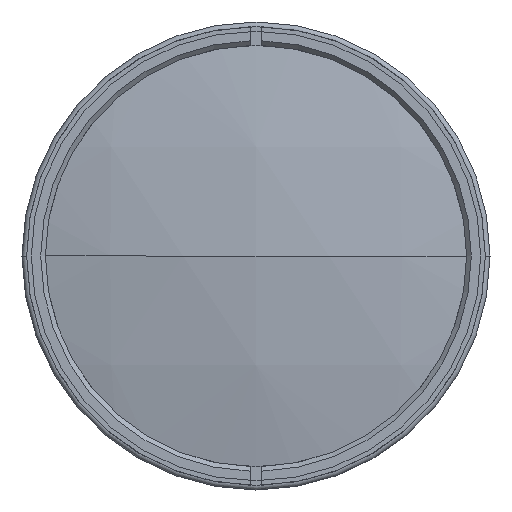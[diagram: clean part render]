
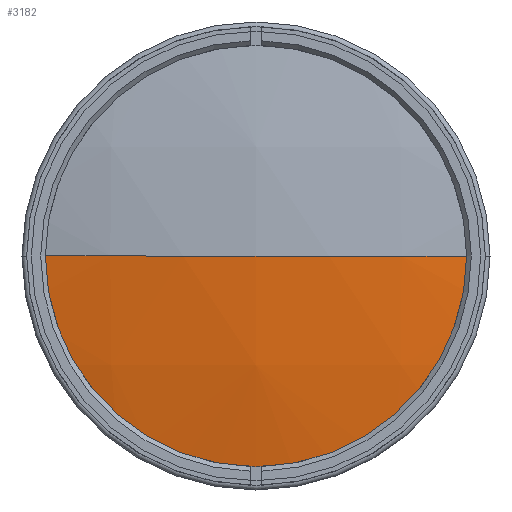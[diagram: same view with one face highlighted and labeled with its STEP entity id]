
A CAD part, left-side view. The second image highlights one B-rep face of the part: STEP entity #3182.
In plain terms, the highlighted spherical face has radius 224 mm.
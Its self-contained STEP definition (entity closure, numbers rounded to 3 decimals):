
#401 = VERTEX_POINT ( 'NONE', #2899 ) ;
#437 = DIRECTION ( 'NONE',  ( 0., 0., -1. ) ) ;
#1072 = CARTESIAN_POINT ( 'NONE',  ( 36.615, 0., 0. ) ) ;
#1158 = FACE_OUTER_BOUND ( 'NONE', #1766, .T. ) ;
#1307 = DIRECTION ( 'NONE',  ( -1., 0., 0. ) ) ;
#1415 = EDGE_CURVE ( 'NONE', #2324, #4584, #3769, .T. ) ;
#1422 = DIRECTION ( 'NONE',  ( 0., 0., 1. ) ) ;
#1497 = DIRECTION ( 'NONE',  ( 0., 1., 0. ) ) ;
#1766 = EDGE_LOOP ( 'NONE', ( #2425, #4287, #3763 ) ) ;
#1839 = CARTESIAN_POINT ( 'NONE',  ( 36.615, 0., 0. ) ) ;
#1875 = SPHERICAL_SURFACE ( 'NONE', #3267, 224. ) ;
#1885 = DIRECTION ( 'NONE',  ( 0., -1., 0. ) ) ;
#2041 = EDGE_CURVE ( 'NONE', #401, #4584, #2935, .T. ) ;
#2147 = AXIS2_PLACEMENT_3D ( 'NONE', #1839, #1422, #1885 ) ;
#2191 = DIRECTION ( 'NONE',  ( 0., 1., 0. ) ) ;
#2201 = DIRECTION ( 'NONE',  ( 0., 0., 1. ) ) ;
#2324 = VERTEX_POINT ( 'NONE', #2952 ) ;
#2380 = AXIS2_PLACEMENT_3D ( 'NONE', #1072, #4046, #2191 ) ;
#2425 = ORIENTED_EDGE ( 'NONE', *, *, #4326, .T. ) ;
#2642 = CIRCLE ( 'NONE', #2881, 46.5 ) ;
#2881 = AXIS2_PLACEMENT_3D ( 'NONE', #4652, #1307, #2201 ) ;
#2899 = CARTESIAN_POINT ( 'NONE',  ( -182.505, 46.5, 0. ) ) ;
#2935 = CIRCLE ( 'NONE', #2147, 224. ) ;
#2952 = CARTESIAN_POINT ( 'NONE',  ( -182.505, -46.5, 0. ) ) ;
#3182 = ADVANCED_FACE ( 'NONE', ( #1158 ), #1875, .T. ) ;
#3267 = AXIS2_PLACEMENT_3D ( 'NONE', #3407, #437, #1497 ) ;
#3407 = CARTESIAN_POINT ( 'NONE',  ( 36.615, 0., 0. ) ) ;
#3763 = ORIENTED_EDGE ( 'NONE', *, *, #2041, .F. ) ;
#3769 = CIRCLE ( 'NONE', #2380, 224. ) ;
#3908 = CARTESIAN_POINT ( 'NONE',  ( -187.385, 0., 0. ) ) ;
#4046 = DIRECTION ( 'NONE',  ( 0., 0., -1. ) ) ;
#4287 = ORIENTED_EDGE ( 'NONE', *, *, #1415, .T. ) ;
#4326 = EDGE_CURVE ( 'NONE', #401, #2324, #2642, .T. ) ;
#4584 = VERTEX_POINT ( 'NONE', #3908 ) ;
#4652 = CARTESIAN_POINT ( 'NONE',  ( -182.505, 0., 0. ) ) ;
